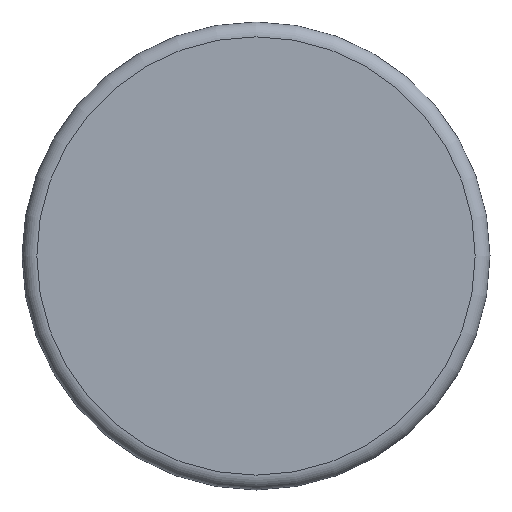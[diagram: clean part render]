
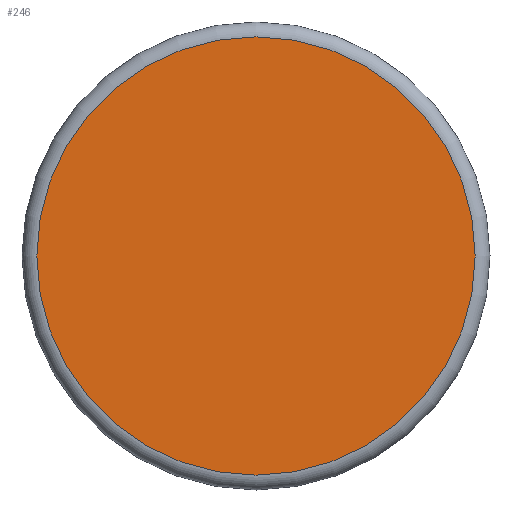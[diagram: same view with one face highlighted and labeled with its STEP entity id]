
A CAD part, left-side view. The second image highlights one B-rep face of the part: STEP entity #246.
In plain terms, the highlighted planar face has unit normal (-1, 0, 0).
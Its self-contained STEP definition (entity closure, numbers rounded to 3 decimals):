
#53=ORIENTED_EDGE('',*,*,#105,.F.);
#105=EDGE_CURVE('',#131,#131,#153,.T.);
#131=VERTEX_POINT('',#398);
#153=CIRCLE('',#280,29.5);
#167=EDGE_LOOP('',(#53));
#201=FACE_BOUND('',#167,.T.);
#235=PLANE('',#279);
#246=ADVANCED_FACE('',(#201),#235,.F.);
#279=AXIS2_PLACEMENT_3D('',#396,#315,#316);
#280=AXIS2_PLACEMENT_3D('',#397,#317,#318);
#315=DIRECTION('',(1.,0.,0.));
#316=DIRECTION('',(0.,0.,-1.));
#317=DIRECTION('',(1.,0.,0.));
#318=DIRECTION('',(0.,0.,-1.));
#396=CARTESIAN_POINT('',(-41.5,0.,0.));
#397=CARTESIAN_POINT('',(-41.5,0.,0.));
#398=CARTESIAN_POINT('',(-41.5,0.,-29.5));
